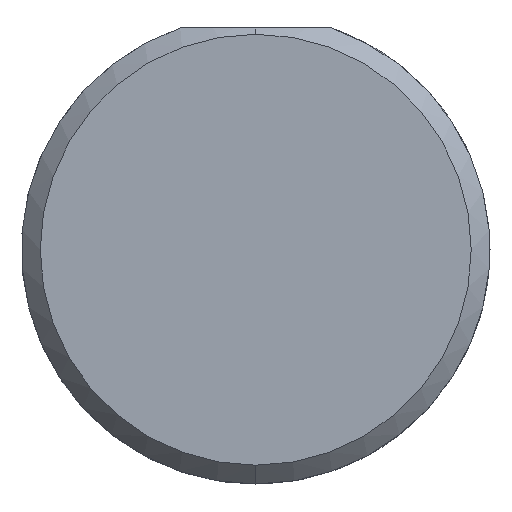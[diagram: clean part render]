
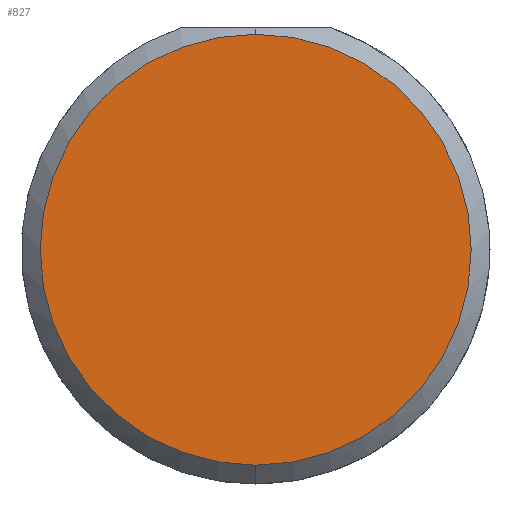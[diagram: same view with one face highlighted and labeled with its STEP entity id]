
A CAD part, left-side view. The second image highlights one B-rep face of the part: STEP entity #827.
In plain terms, the highlighted planar face has unit normal (-1, 0, 0).
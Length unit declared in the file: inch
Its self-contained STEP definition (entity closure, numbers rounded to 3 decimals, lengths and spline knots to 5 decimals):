
#13 = FACE_OUTER_BOUND ( 'NONE', #910, .T. ) ;
#58 = DIRECTION ( 'NONE',  ( 0., 0., 1. ) ) ;
#88 = DIRECTION ( 'NONE',  ( 1., 0., 0. ) ) ;
#99 = CARTESIAN_POINT ( 'NONE',  ( 0., 0., -0.17235 ) ) ;
#140 = EDGE_CURVE ( 'NONE', #839, #951, #868, .T. ) ;
#222 = ORIENTED_EDGE ( 'NONE', *, *, #462, .T. ) ;
#298 = CIRCLE ( 'NONE', #1010, 0.17235 ) ;
#378 = DIRECTION ( 'NONE',  ( -1., 0., 0. ) ) ;
#402 = CARTESIAN_POINT ( 'NONE',  ( 0., 0., 0. ) ) ;
#462 = EDGE_CURVE ( 'NONE', #951, #839, #298, .T. ) ;
#584 = CARTESIAN_POINT ( 'NONE',  ( 0., 0., 0. ) ) ;
#662 = DIRECTION ( 'NONE',  ( 0., 0., -1. ) ) ;
#716 = AXIS2_PLACEMENT_3D ( 'NONE', #402, #378, #806 ) ;
#805 = DIRECTION ( 'NONE',  ( -1., 0., 0. ) ) ;
#806 = DIRECTION ( 'NONE',  ( 0., 0., 1. ) ) ;
#812 = CARTESIAN_POINT ( 'NONE',  ( 0., 0., 0.17235 ) ) ;
#827 = ADVANCED_FACE ( 'NONE', ( #13 ), #834, .F. ) ;
#834 = PLANE ( 'NONE',  #854 ) ;
#839 = VERTEX_POINT ( 'NONE', #99 ) ;
#854 = AXIS2_PLACEMENT_3D ( 'NONE', #584, #88, #662 ) ;
#862 = ORIENTED_EDGE ( 'NONE', *, *, #140, .T. ) ;
#868 = CIRCLE ( 'NONE', #716, 0.17235 ) ;
#885 = CARTESIAN_POINT ( 'NONE',  ( 0., 0., 0. ) ) ;
#910 = EDGE_LOOP ( 'NONE', ( #862, #222 ) ) ;
#951 = VERTEX_POINT ( 'NONE', #812 ) ;
#1010 = AXIS2_PLACEMENT_3D ( 'NONE', #885, #805, #58 ) ;
